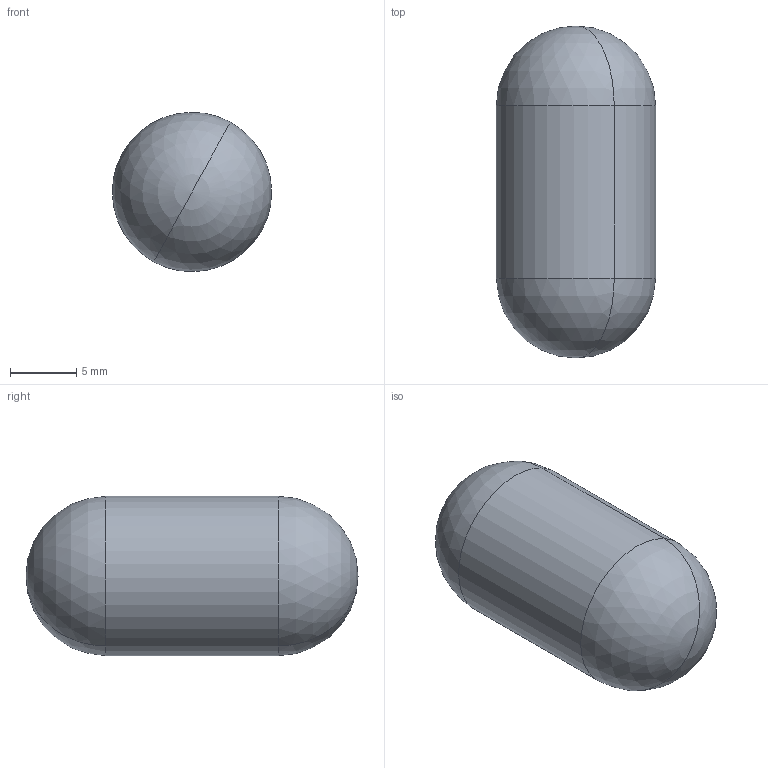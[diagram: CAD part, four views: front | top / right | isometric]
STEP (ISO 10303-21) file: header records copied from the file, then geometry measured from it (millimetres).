
FILE_DESCRIPTION(('CATIA V5 STEP Exchange'),'2;1');
FILE_NAME('jiaonang_new.stp','2024-03-28T08:03:56+00:00',('none'),('none'),'CATIA Version 5 Release 20 GA (IN-10)','CATIA V5 STEP AP203','none');
FILE_SCHEMA(('CONFIG_CONTROL_DESIGN'));
Length unit declared in the file: millimetre
Products named in the file (1): Part1
Bounding box: 12 x 25 x 12 mm (x, y, z)
Volume: 2375 mm3; surface area: 942.5 mm2
Topology: 1 solids, 1 shells, 6 faces, 14 edges, 6 vertices
Faces by surface type: sphere 4, cylinder 2
Entity records: 165 total; most frequent: CARTESIAN_POINT 20, ORIENTED_EDGE 20, DIRECTION 16, AXIS2_PLACEMENT_3D 12, EDGE_CURVE 10, CIRCLE 8, ADVANCED_FACE 6, EDGE_LOOP 6
